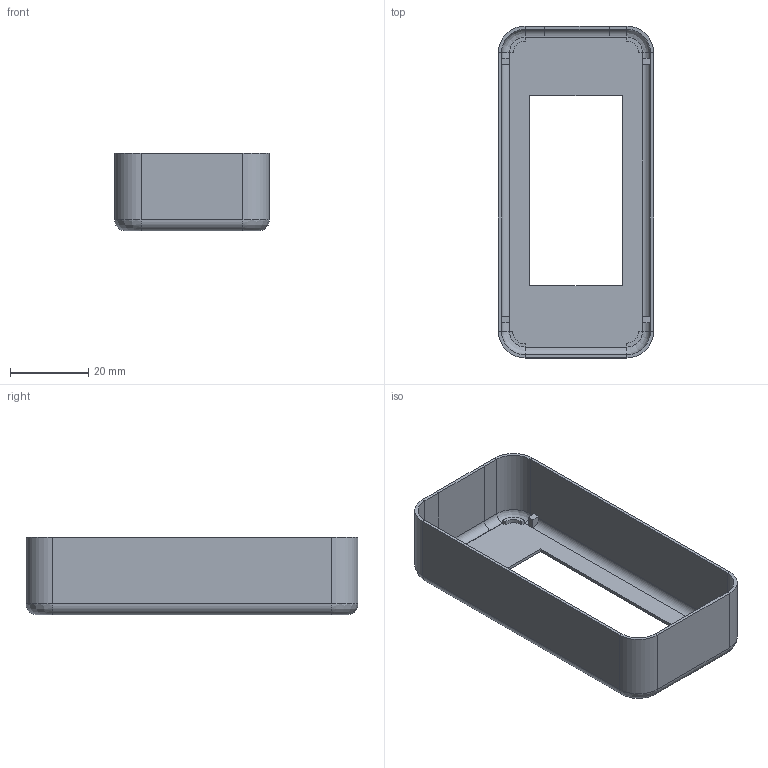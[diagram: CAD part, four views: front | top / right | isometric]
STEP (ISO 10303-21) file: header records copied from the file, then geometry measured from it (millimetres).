
FILE_DESCRIPTION(('FreeCAD Model'),'2;1');
FILE_NAME('Open CASCADE Shape Model','2022-11-01T10:09:10',( 'kicad StepUp'),('ksu MCAD'),'Open CASCADE STEP processor 7.5', 'FreeCAD','Unknown');
FILE_SCHEMA(('AUTOMOTIVE_DESIGN { 1 0 10303 214 1 1 1 1 }'));
Length unit declared in the file: millimetre
Products named in the file (1): Body002
Bounding box: 39.6 x 84.77 x 19.8 mm (x, y, z)
Volume: 5236.2 mm3; surface area: 13585.3 mm2
Topology: 6 solids, 6 shells, 116 faces, 254 edges, 148 vertices
Faces by surface type: plane 72, cylinder 26, extrusion 10, revolution 8
Entity records: 3223 total; most frequent: DIRECTION 576, CARTESIAN_POINT 527, ORIENTED_EDGE 508, EDGE_CURVE 254, VECTOR 194, AXIS2_PLACEMENT_3D 187, LINE 184, VERTEX_POINT 148
